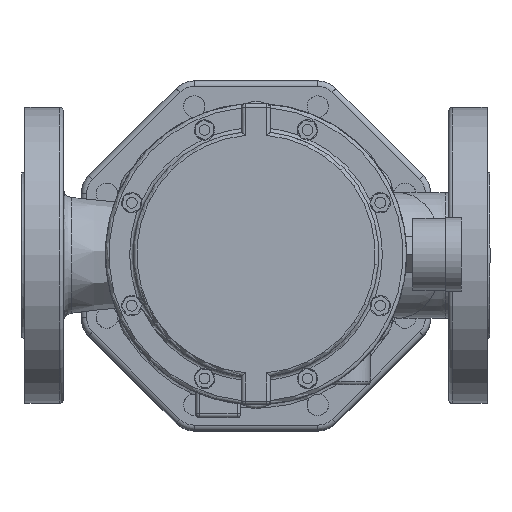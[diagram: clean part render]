
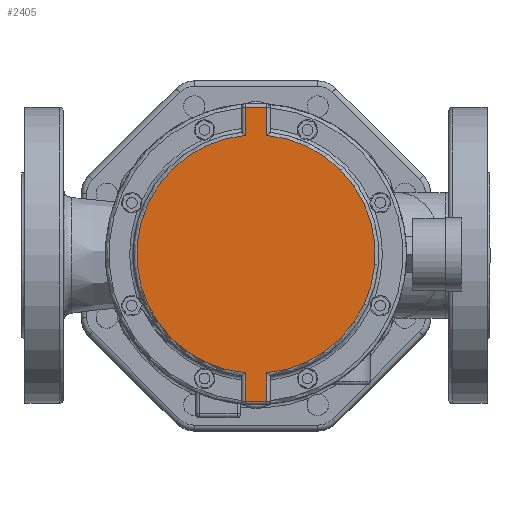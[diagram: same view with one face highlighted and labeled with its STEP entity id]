
A CAD part, top view. The second image highlights one B-rep face of the part: STEP entity #2405.
In plain terms, the highlighted planar face has unit normal (0, 0, 1).
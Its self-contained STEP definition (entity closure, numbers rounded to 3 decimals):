
#2120=CARTESIAN_POINT('',(6.,-82.,662.));
#2121=VERTEX_POINT('',#2120);
#2155=CARTESIAN_POINT('',(-6.,-82.,662.));
#2156=VERTEX_POINT('',#2155);
#2188=CARTESIAN_POINT('',(-6.,-66.229,662.));
#2189=VERTEX_POINT('',#2188);
#2216=CARTESIAN_POINT('',(-6.,-82.,662.));
#2217=DIRECTION('',(0.0,1.0,0.0));
#2218=VECTOR('',#2217,15.771);
#2219=LINE('',#2216,#2218);
#2220=EDGE_CURVE('',#2156,#2189,#2219,.T.);
#2263=CARTESIAN_POINT('',(6.,-82.,662.));
#2264=DIRECTION('',(-1.0,0.0,0.0));
#2265=VECTOR('',#2264,12.);
#2266=LINE('',#2263,#2265);
#2267=EDGE_CURVE('',#2121,#2156,#2266,.T.);
#2286=CARTESIAN_POINT('',(6.,-66.229,662.));
#2287=VERTEX_POINT('',#2286);
#2307=CARTESIAN_POINT('',(6.,-66.229,662.));
#2308=DIRECTION('',(0.0,-1.0,0.0));
#2309=VECTOR('',#2308,15.771);
#2310=LINE('',#2307,#2309);
#2311=EDGE_CURVE('',#2287,#2121,#2310,.T.);
#2355=CARTESIAN_POINT('',(0.,0.,662.));
#2356=DIRECTION('',(0.0,0.0,-1.0));
#2357=DIRECTION('',(-1.0,0.0,0.0));
#2358=AXIS2_PLACEMENT_3D('',#2355,#2356,#2357);
#2359=PLANE('',#2358);
#2360=CARTESIAN_POINT('',(-6.,66.229,662.));
#2361=VERTEX_POINT('',#2360);
#2362=CARTESIAN_POINT('',(0.,0.,662.));
#2363=DIRECTION('',(0.0,0.0,-1.0));
#2364=DIRECTION('',(-1.0,0.0,0.0));
#2365=AXIS2_PLACEMENT_3D('',#2362,#2363,#2364);
#2366=CIRCLE('',#2365,66.5);
#2367=EDGE_CURVE('',#2189,#2361,#2366,.T.);
#2368=ORIENTED_EDGE('',*,*,#2367,.F.);
#2369=ORIENTED_EDGE('',*,*,#2220,.F.);
#2370=ORIENTED_EDGE('',*,*,#2267,.F.);
#2371=ORIENTED_EDGE('',*,*,#2311,.F.);
#2372=CARTESIAN_POINT('',(6.,66.229,662.));
#2373=VERTEX_POINT('',#2372);
#2374=CARTESIAN_POINT('',(0.,0.,662.));
#2375=DIRECTION('',(0.0,0.0,-1.0));
#2376=DIRECTION('',(-1.0,0.0,0.0));
#2377=AXIS2_PLACEMENT_3D('',#2374,#2375,#2376);
#2378=CIRCLE('',#2377,66.5);
#2379=EDGE_CURVE('',#2373,#2287,#2378,.T.);
#2380=ORIENTED_EDGE('',*,*,#2379,.F.);
#2381=CARTESIAN_POINT('',(6.,82.,662.));
#2382=VERTEX_POINT('',#2381);
#2383=CARTESIAN_POINT('',(6.,82.,662.));
#2384=DIRECTION('',(0.0,-1.0,0.0));
#2385=VECTOR('',#2384,15.771);
#2386=LINE('',#2383,#2385);
#2387=EDGE_CURVE('',#2382,#2373,#2386,.T.);
#2388=ORIENTED_EDGE('',*,*,#2387,.F.);
#2389=CARTESIAN_POINT('',(-6.,82.,662.));
#2390=VERTEX_POINT('',#2389);
#2391=CARTESIAN_POINT('',(-6.,82.,662.));
#2392=DIRECTION('',(1.0,0.0,0.0));
#2393=VECTOR('',#2392,12.);
#2394=LINE('',#2391,#2393);
#2395=EDGE_CURVE('',#2390,#2382,#2394,.T.);
#2396=ORIENTED_EDGE('',*,*,#2395,.F.);
#2397=CARTESIAN_POINT('',(-6.,66.229,662.));
#2398=DIRECTION('',(0.0,1.0,0.0));
#2399=VECTOR('',#2398,15.771);
#2400=LINE('',#2397,#2399);
#2401=EDGE_CURVE('',#2361,#2390,#2400,.T.);
#2402=ORIENTED_EDGE('',*,*,#2401,.F.);
#2403=EDGE_LOOP('',(#2368,#2369,#2370,#2371,#2380,#2388,#2396,#2402));
#2404=FACE_OUTER_BOUND('',#2403,.T.);
#2405=ADVANCED_FACE('',(#2404),#2359,.F.);
